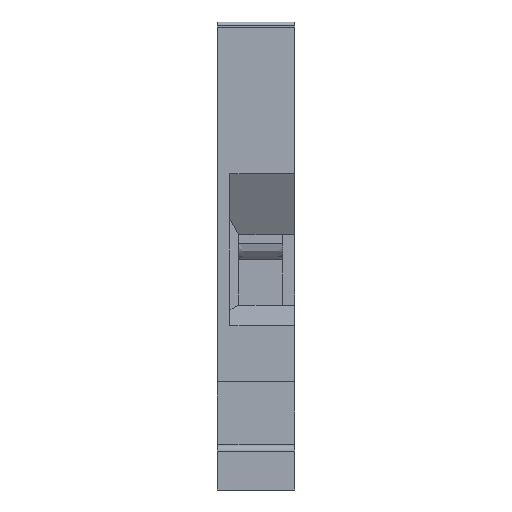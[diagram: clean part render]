
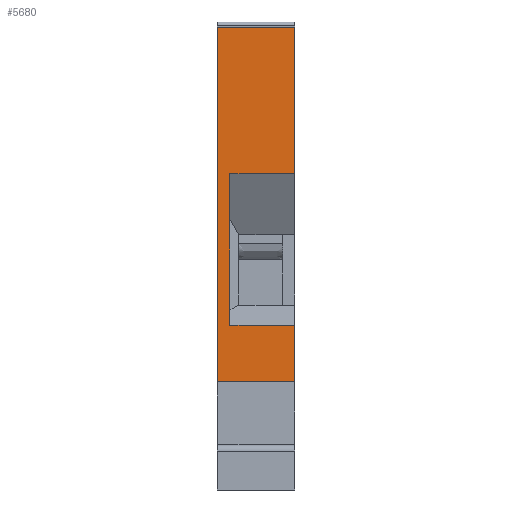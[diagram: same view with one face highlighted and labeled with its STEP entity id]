
A CAD part, front view. The second image highlights one B-rep face of the part: STEP entity #5680.
In plain terms, the highlighted face is planar.
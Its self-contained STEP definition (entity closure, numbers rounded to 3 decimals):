
#2320=CARTESIAN_POINT('',(130.184,-1.8,-6.15));
#2330=VERTEX_POINT('',#2320);
#2360=CARTESIAN_POINT('',(130.184,-38.6,-6.15));
#2370=DIRECTION('',(0.,1.,0.));
#2380=VECTOR('',#2370,1.);
#2390=LINE('',#2360,#2380);
#2400=CARTESIAN_POINT('',(130.184,-30.,-6.15));
#2410=VERTEX_POINT('',#2400);
#2420=EDGE_CURVE('',#2410,#2330,#2390,.T.);
#4420=CARTESIAN_POINT('',(130.184,-25.517,-5.15));
#4430=VERTEX_POINT('',#4420);
#4480=CARTESIAN_POINT('',(130.184,-19.3,-5.15));
#4490=DIRECTION('',(0.,1.,0.));
#4500=VECTOR('',#4490,1.);
#4510=LINE('',#4480,#4500);
#4520=CARTESIAN_POINT('',(130.184,-13.45,-5.15));
#4530=VERTEX_POINT('',#4520);
#4540=EDGE_CURVE('',#4430,#4530,#4510,.T.);
#5060=CARTESIAN_POINT('',(130.184,-25.517,0.));
#5070=VERTEX_POINT('',#5060);
#5100=CARTESIAN_POINT('',(130.184,-25.517,0.));
#5110=DIRECTION('',(0.,0.,1.));
#5120=VECTOR('',#5110,1.);
#5130=LINE('',#5100,#5120);
#5140=EDGE_CURVE('',#4430,#5070,#5130,.T.);
#5260=CARTESIAN_POINT('',(130.184,-30.,0.));
#5270=DIRECTION('',(1.,0.,0.));
#5280=DIRECTION('',(0.,-1.,0.));
#5290=AXIS2_PLACEMENT_3D('',#5260,#5270,#5280);
#5300=PLANE('',#5290);
#5310=CARTESIAN_POINT('',(130.184,-38.6,0.));
#5320=DIRECTION('',(0.,1.,0.));
#5330=VECTOR('',#5320,1.);
#5340=LINE('',#5310,#5330);
#5350=CARTESIAN_POINT('',(130.184,-13.45,0.));
#5360=VERTEX_POINT('',#5350);
#5370=CARTESIAN_POINT('',(130.184,-1.8,0.));
#5380=VERTEX_POINT('',#5370);
#5390=EDGE_CURVE('',#5360,#5380,#5340,.T.);
#5400=ORIENTED_EDGE('',*,*,#5390,.T.);
#5410=CARTESIAN_POINT('',(130.184,-13.45,0.));
#5420=DIRECTION('',(0.,0.,-1.));
#5430=VECTOR('',#5420,1.);
#5440=LINE('',#5410,#5430);
#5450=EDGE_CURVE('',#5360,#4530,#5440,.T.);
#5460=ORIENTED_EDGE('',*,*,#5450,.F.);
#5470=ORIENTED_EDGE('',*,*,#4540,.T.);
#5480=ORIENTED_EDGE('',*,*,#5140,.F.);
#5490=CARTESIAN_POINT('',(130.184,-30.,0.));
#5500=VERTEX_POINT('',#5490);
#5510=EDGE_CURVE('',#5500,#5070,#5340,.T.);
#5520=ORIENTED_EDGE('',*,*,#5510,.T.);
#5530=CARTESIAN_POINT('',(130.184,-30.,0.));
#5540=DIRECTION('',(0.,0.,-1.));
#5550=VECTOR('',#5540,1.);
#5560=LINE('',#5530,#5550);
#5570=EDGE_CURVE('',#5500,#2410,#5560,.T.);
#5580=ORIENTED_EDGE('',*,*,#5570,.F.);
#5590=ORIENTED_EDGE('',*,*,#2420,.F.);
#5600=CARTESIAN_POINT('',(130.184,-1.8,0.));
#5610=DIRECTION('',(0.,0.,-1.));
#5620=VECTOR('',#5610,1.);
#5630=LINE('',#5600,#5620);
#5640=EDGE_CURVE('',#5380,#2330,#5630,.T.);
#5650=ORIENTED_EDGE('',*,*,#5640,.T.);
#5660=EDGE_LOOP('',(#5650,#5590,#5580,#5520,#5480,#5470,#5460,#5400));
#5670=FACE_OUTER_BOUND('',#5660,.T.);
#5680=ADVANCED_FACE('',(#5670),#5300,.F.);
